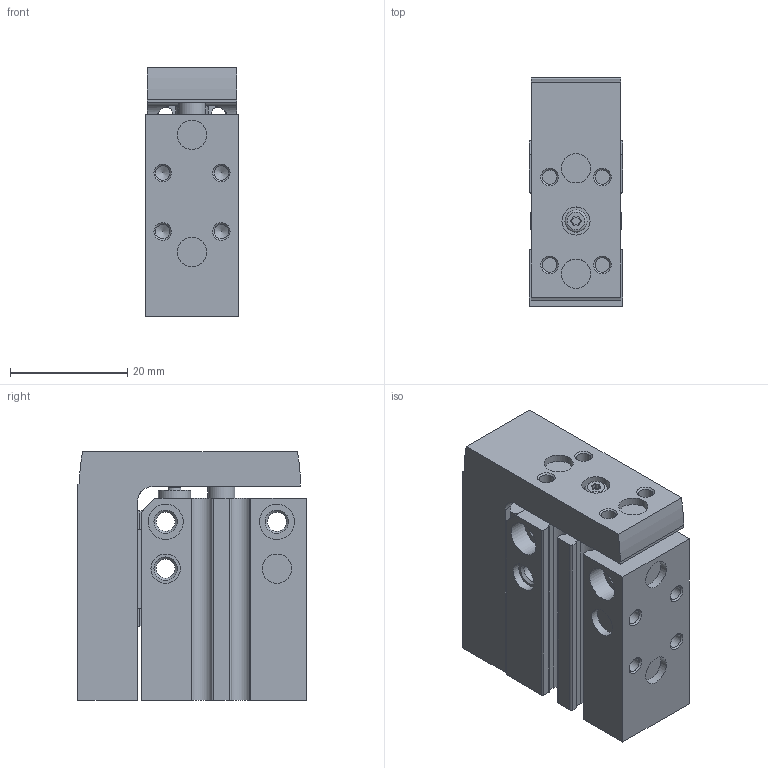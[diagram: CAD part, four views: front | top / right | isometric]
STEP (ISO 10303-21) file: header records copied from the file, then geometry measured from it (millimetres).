
FILE_DESCRIPTION(/* description */ ('STEP AP214'),/* implementation_level */ '2;1');
FILE_NAME(/* name */ '8164050_DGSS-6-5-E1A',/* time_stamp */ '2024-08-16T05:22:13+02:00',/* author */ ('License CC BY-ND 4.0'),/* organization */ ('CADENAS'),/* preprocessor_version */ 'ST-DEVELOPER v19.3',/* originating_system */ 'PARTsolutions',/* authorisation */ ' ');
FILE_SCHEMA (('AUTOMOTIVE_DESIGN {1 0 10303 214 3 1 1}'));
Length unit declared in the file: millimetre
Products named in the file (3): 8164050 DGSS-6-5-E1A---(0_high); 8147513 DGSS-6-5---(high_h); 8147513 DGSS-6-5---(high_s)
Assembly tree (2 placements, depth 2):
  8164050 DGSS-6-5-E1A---(0_high)
    8147513 DGSS-6-5---(high_h)
    8147513 DGSS-6-5---(high_s)
Bounding box: 16 x 39 x 42.5 mm (x, y, z)
Volume: 19974.7 mm3; surface area: 12646.1 mm2
Topology: 2 solids, 2 shells, 308 faces, 773 edges, 502 vertices
Faces by surface type: plane 142, cylinder 121, cone 41, torus 4
Full cylindrical faces by diameter (mm): 1.567 x4, 2.459 x14, 2.5 x1, 3 x2, 3.242 x3, 3.8 x3, 4.3 x2, 4.6 x2, 4.8 x1, 5 x10, 5.5 x1, 6 x6, 7 x1
Entity records: 9998 total; most frequent: DIRECTION 1564, CARTESIAN_POINT 1469, ORIENTED_EDGE 1318, EDGE_CURVE 659, AXIS2_PLACEMENT_3D 596, VERTEX_POINT 491, FACE_BOUND 466, EDGE_LOOP 458
